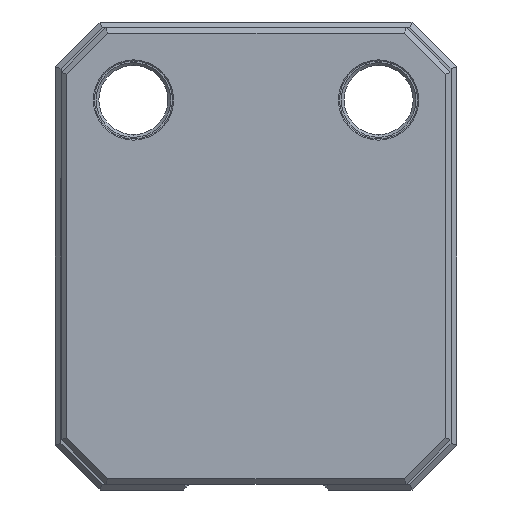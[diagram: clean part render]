
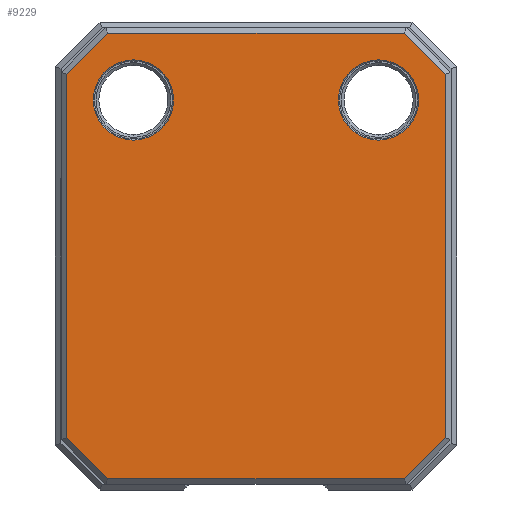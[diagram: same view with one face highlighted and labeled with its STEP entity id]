
A CAD part, front view. The second image highlights one B-rep face of the part: STEP entity #9229.
In plain terms, the highlighted face is planar.
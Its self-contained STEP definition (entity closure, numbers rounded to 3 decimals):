
#6835 = CIRCLE ( 'NONE', #6837, 3.6 ) ;
#6837 = AXIS2_PLACEMENT_3D ( 'NONE', #8342, #8337, #8354 ) ;
#7120 = CIRCLE ( 'NONE', #7141, 3.6 ) ;
#7141 = AXIS2_PLACEMENT_3D ( 'NONE', #7816, #7797, #7789 ) ;
#7228 = VECTOR ( 'NONE', #7845, 1000. ) ;
#7232 = VECTOR ( 'NONE', #7833, 1000. ) ;
#7264 = VECTOR ( 'NONE', #7826, 1000. ) ;
#7272 = VECTOR ( 'NONE', #7857, 1000. ) ;
#7280 = VECTOR ( 'NONE', #7801, 1000. ) ;
#7301 = VECTOR ( 'NONE', #7901, 1000. ) ;
#7318 = CIRCLE ( 'NONE', #7412, 3.6 ) ;
#7334 = VECTOR ( 'NONE', #7958, 1000. ) ;
#7338 = VECTOR ( 'NONE', #7962, 1000. ) ;
#7345 = CIRCLE ( 'NONE', #7352, 3.6 ) ;
#7352 = AXIS2_PLACEMENT_3D ( 'NONE', #7941, #7953, #7942 ) ;
#7412 = AXIS2_PLACEMENT_3D ( 'NONE', #8361, #8343, #8345 ) ;
#7789 = DIRECTION ( 'NONE',  ( 1., 0., 0. ) ) ;
#7793 = CARTESIAN_POINT ( 'NONE',  ( -34.5, 41., 0. ) ) ;
#7796 = CARTESIAN_POINT ( 'NONE',  ( -0.354, 36.646, 0. ) ) ;
#7797 = DIRECTION ( 'NONE',  ( 0., 0., 1. ) ) ;
#7798 = LINE ( 'NONE', #7793, #7280 ) ;
#7801 = DIRECTION ( 'NONE',  ( 0., 1., 0. ) ) ;
#7804 = LINE ( 'NONE', #7810, #7264 ) ;
#7810 = CARTESIAN_POINT ( 'NONE',  ( -0.5, 41., 0. ) ) ;
#7816 = CARTESIAN_POINT ( 'NONE',  ( -28.5, 6.5, 0. ) ) ;
#7820 = LINE ( 'NONE', #7796, #7232 ) ;
#7826 = DIRECTION ( 'NONE',  ( 0., -1., 0. ) ) ;
#7833 = DIRECTION ( 'NONE',  ( 0.707, -0.707, 0. ) ) ;
#7841 = CARTESIAN_POINT ( 'NONE',  ( -34.646, 4.354, 0. ) ) ;
#7845 = DIRECTION ( 'NONE',  ( -0.707, -0.707, 0. ) ) ;
#7851 = LINE ( 'NONE', #7872, #7228 ) ;
#7854 = LINE ( 'NONE', #7841, #7272 ) ;
#7857 = DIRECTION ( 'NONE',  ( -0.707, 0.707, 0. ) ) ;
#7872 = CARTESIAN_POINT ( 'NONE',  ( -4.354, 0.354, 0. ) ) ;
#7900 = LINE ( 'NONE', #7904, #7301 ) ;
#7901 = DIRECTION ( 'NONE',  ( 0.707, 0.707, 0. ) ) ;
#7904 = CARTESIAN_POINT ( 'NONE',  ( -30.646, 40.646, 0. ) ) ;
#7941 = CARTESIAN_POINT ( 'NONE',  ( -6.5, 6.5, 0. ) ) ;
#7942 = DIRECTION ( 'NONE',  ( 1., 0., 0. ) ) ;
#7944 = LINE ( 'NONE', #7963, #7334 ) ;
#7953 = DIRECTION ( 'NONE',  ( 0., 0., 1. ) ) ;
#7958 = DIRECTION ( 'NONE',  ( -1., 0., 0. ) ) ;
#7960 = CARTESIAN_POINT ( 'NONE',  ( 0., 40.5, 0. ) ) ;
#7962 = DIRECTION ( 'NONE',  ( 1., 0., 0. ) ) ;
#7963 = CARTESIAN_POINT ( 'NONE',  ( 0., 0.5, 0. ) ) ;
#7965 = LINE ( 'NONE', #7960, #7338 ) ;
#8337 = DIRECTION ( 'NONE',  ( 0., 0., 1. ) ) ;
#8342 = CARTESIAN_POINT ( 'NONE',  ( -28.5, 6.5, 0. ) ) ;
#8343 = DIRECTION ( 'NONE',  ( 0., 0., 1. ) ) ;
#8345 = DIRECTION ( 'NONE',  ( 1., 0., 0. ) ) ;
#8354 = DIRECTION ( 'NONE',  ( 1., 0., 0. ) ) ;
#8361 = CARTESIAN_POINT ( 'NONE',  ( -6.5, 6.5, 0. ) ) ;
#9229 = ADVANCED_FACE ( 'NONE', ( #15062, #15073, #15074 ), #15079, .F. ) ;
#9922 = EDGE_CURVE ( 'NONE', #11622, #11629, #7120, .T. ) ;
#9926 = EDGE_CURVE ( 'NONE', #11648, #11639, #7804, .T. ) ;
#9933 = EDGE_CURVE ( 'NONE', #11690, #11648, #7820, .T. ) ;
#9934 = EDGE_CURVE ( 'NONE', #11692, #11614, #7798, .T. ) ;
#9939 = EDGE_CURVE ( 'NONE', #11702, #11692, #7854, .T. ) ;
#9943 = EDGE_CURVE ( 'NONE', #11639, #11665, #7851, .T. ) ;
#9956 = EDGE_CURVE ( 'NONE', #11614, #11609, #7900, .T. ) ;
#9964 = EDGE_CURVE ( 'NONE', #11636, #11631, #7345, .T. ) ;
#9968 = EDGE_CURVE ( 'NONE', #11665, #11702, #7944, .T. ) ;
#9974 = EDGE_CURVE ( 'NONE', #11609, #11690, #7965, .T. ) ;
#10086 = EDGE_CURVE ( 'NONE', #11629, #11622, #6835, .T. ) ;
#10090 = EDGE_CURVE ( 'NONE', #11631, #11636, #7318, .T. ) ;
#11305 = EDGE_LOOP ( 'NONE', ( #17877, #17856 ) ) ;
#11354 = EDGE_LOOP ( 'NONE', ( #17865, #17878, #17853, #17884, #17803, #17899, #17883, #17896 ) ) ;
#11359 = EDGE_LOOP ( 'NONE', ( #17789, #17910 ) ) ;
#11609 = VERTEX_POINT ( 'NONE', #13678 ) ;
#11614 = VERTEX_POINT ( 'NONE', #13681 ) ;
#11622 = VERTEX_POINT ( 'NONE', #13658 ) ;
#11629 = VERTEX_POINT ( 'NONE', #13695 ) ;
#11631 = VERTEX_POINT ( 'NONE', #13686 ) ;
#11636 = VERTEX_POINT ( 'NONE', #13653 ) ;
#11639 = VERTEX_POINT ( 'NONE', #13666 ) ;
#11648 = VERTEX_POINT ( 'NONE', #13661 ) ;
#11665 = VERTEX_POINT ( 'NONE', #13766 ) ;
#11690 = VERTEX_POINT ( 'NONE', #13741 ) ;
#11692 = VERTEX_POINT ( 'NONE', #13732 ) ;
#11702 = VERTEX_POINT ( 'NONE', #13767 ) ;
#13653 = CARTESIAN_POINT ( 'NONE',  ( -2.9, 6.5, 0. ) ) ;
#13658 = CARTESIAN_POINT ( 'NONE',  ( -24.9, 6.5, 0. ) ) ;
#13661 = CARTESIAN_POINT ( 'NONE',  ( -0.5, 36.793, 0. ) ) ;
#13666 = CARTESIAN_POINT ( 'NONE',  ( -0.5, 4.207, 0. ) ) ;
#13678 = CARTESIAN_POINT ( 'NONE',  ( -30.793, 40.5, 0. ) ) ;
#13681 = CARTESIAN_POINT ( 'NONE',  ( -34.5, 36.793, 0. ) ) ;
#13686 = CARTESIAN_POINT ( 'NONE',  ( -10.1, 6.5, 0. ) ) ;
#13695 = CARTESIAN_POINT ( 'NONE',  ( -32.1, 6.5, 0. ) ) ;
#13732 = CARTESIAN_POINT ( 'NONE',  ( -34.5, 4.207, 0. ) ) ;
#13741 = CARTESIAN_POINT ( 'NONE',  ( -4.207, 40.5, 0. ) ) ;
#13766 = CARTESIAN_POINT ( 'NONE',  ( -4.207, 0.5, 0. ) ) ;
#13767 = CARTESIAN_POINT ( 'NONE',  ( -30.793, 0.5, 0. ) ) ;
#14339 = AXIS2_PLACEMENT_3D ( 'NONE', #15067, #15044, #15085 ) ;
#15044 = DIRECTION ( 'NONE',  ( 0., 0., 1. ) ) ;
#15062 = FACE_BOUND ( 'NONE', #11359, .T. ) ;
#15067 = CARTESIAN_POINT ( 'NONE',  ( 0., 41., 0. ) ) ;
#15073 = FACE_BOUND ( 'NONE', #11305, .T. ) ;
#15074 = FACE_OUTER_BOUND ( 'NONE', #11354, .T. ) ;
#15079 = PLANE ( 'NONE',  #14339 ) ;
#15085 = DIRECTION ( 'NONE',  ( 1., 0., 0. ) ) ;
#17789 = ORIENTED_EDGE ( 'NONE', *, *, #10090, .T. ) ;
#17803 = ORIENTED_EDGE ( 'NONE', *, *, #9926, .T. ) ;
#17853 = ORIENTED_EDGE ( 'NONE', *, *, #9974, .T. ) ;
#17856 = ORIENTED_EDGE ( 'NONE', *, *, #9922, .T. ) ;
#17865 = ORIENTED_EDGE ( 'NONE', *, *, #9934, .T. ) ;
#17877 = ORIENTED_EDGE ( 'NONE', *, *, #10086, .T. ) ;
#17878 = ORIENTED_EDGE ( 'NONE', *, *, #9956, .T. ) ;
#17883 = ORIENTED_EDGE ( 'NONE', *, *, #9968, .T. ) ;
#17884 = ORIENTED_EDGE ( 'NONE', *, *, #9933, .T. ) ;
#17896 = ORIENTED_EDGE ( 'NONE', *, *, #9939, .T. ) ;
#17899 = ORIENTED_EDGE ( 'NONE', *, *, #9943, .T. ) ;
#17910 = ORIENTED_EDGE ( 'NONE', *, *, #9964, .T. ) ;
